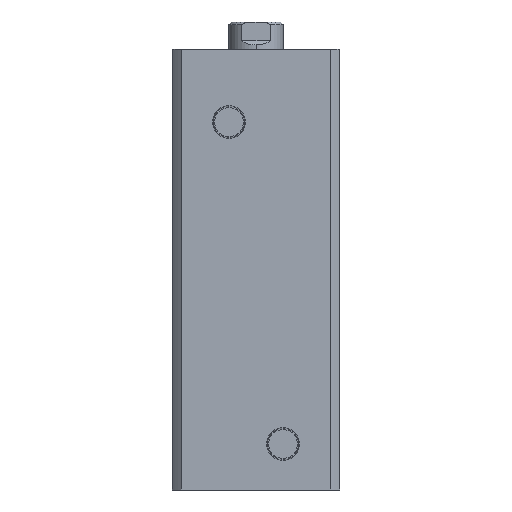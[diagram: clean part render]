
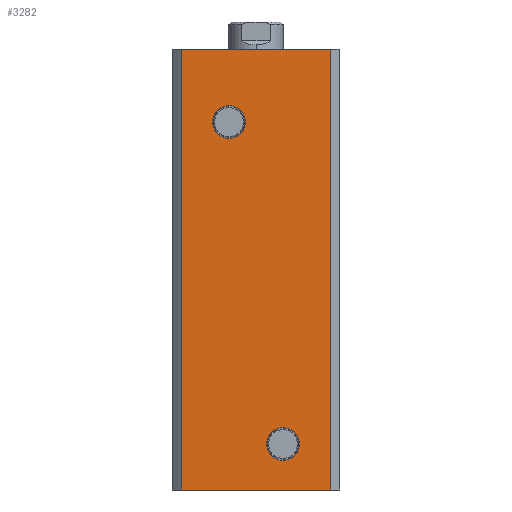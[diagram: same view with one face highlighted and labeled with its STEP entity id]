
A CAD part, left-side view. The second image highlights one B-rep face of the part: STEP entity #3282.
In plain terms, the highlighted planar face has unit normal (-1, 0, 0).
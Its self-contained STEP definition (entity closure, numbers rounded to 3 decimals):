
#285 = DIRECTION ( 'NONE',  ( 1., 0., 0. ) ) ;
#288 = CARTESIAN_POINT ( 'NONE',  ( -31., 0., 163. ) ) ;
#290 = PLANE ( 'NONE',  #3638 ) ;
#292 = DIRECTION ( 'NONE',  ( 0., 0., -1. ) ) ;
#365 = CARTESIAN_POINT ( 'NONE',  ( -31., 27.591, 0. ) ) ;
#369 = CARTESIAN_POINT ( 'NONE',  ( -31., -27.591, 0. ) ) ;
#370 = CARTESIAN_POINT ( 'NONE',  ( -31., -27.591, 163. ) ) ;
#373 = CARTESIAN_POINT ( 'NONE',  ( -31., 27.591, 163. ) ) ;
#533 = CARTESIAN_POINT ( 'NONE',  ( -31., -10., 17. ) ) ;
#534 = DIRECTION ( 'NONE',  ( -1., 0., 0. ) ) ;
#535 = DIRECTION ( 'NONE',  ( 0., 0., 1. ) ) ;
#553 = CARTESIAN_POINT ( 'NONE',  ( -31., 10., 136. ) ) ;
#554 = DIRECTION ( 'NONE',  ( -1., 0., 0. ) ) ;
#555 = DIRECTION ( 'NONE',  ( 0., 0., 1. ) ) ;
#636 = DIRECTION ( 'NONE',  ( 0., 0., -1. ) ) ;
#640 = CARTESIAN_POINT ( 'NONE',  ( -31., 0., 163. ) ) ;
#641 = CARTESIAN_POINT ( 'NONE',  ( -31., 27.591, 163. ) ) ;
#645 = DIRECTION ( 'NONE',  ( 0., -1., 0. ) ) ;
#646 = CARTESIAN_POINT ( 'NONE',  ( -31., -27.591, 163. ) ) ;
#647 = DIRECTION ( 'NONE',  ( 0., 0., -1. ) ) ;
#648 = CARTESIAN_POINT ( 'NONE',  ( -31., 0., 0. ) ) ;
#649 = DIRECTION ( 'NONE',  ( 0., -1., 0. ) ) ;
#651 = CARTESIAN_POINT ( 'NONE',  ( -31., -10., 17. ) ) ;
#652 = DIRECTION ( 'NONE',  ( -1., 0., 0. ) ) ;
#653 = DIRECTION ( 'NONE',  ( 0., 0., 1. ) ) ;
#655 = CARTESIAN_POINT ( 'NONE',  ( -31., 10., 136. ) ) ;
#656 = DIRECTION ( 'NONE',  ( -1., 0., 0. ) ) ;
#657 = DIRECTION ( 'NONE',  ( 0., 0., 1. ) ) ;
#750 = CARTESIAN_POINT ( 'NONE',  ( -31., -10., 10.94 ) ) ;
#755 = CARTESIAN_POINT ( 'NONE',  ( -31., -10., 23.06 ) ) ;
#788 = CARTESIAN_POINT ( 'NONE',  ( -31., 10., 142.06 ) ) ;
#791 = CARTESIAN_POINT ( 'NONE',  ( -31., 10., 129.94 ) ) ;
#1710 = CIRCLE ( 'NONE', #2350, 6.06 ) ;
#1722 = CIRCLE ( 'NONE', #2354, 6.06 ) ;
#1793 = LINE ( 'NONE', #641, #1800 ) ;
#1798 = LINE ( 'NONE', #640, #1802 ) ;
#1800 = VECTOR ( 'NONE', #636, 1000. ) ;
#1801 = LINE ( 'NONE', #646, #1804 ) ;
#1802 = VECTOR ( 'NONE', #645, 1000. ) ;
#1803 = LINE ( 'NONE', #648, #1806 ) ;
#1804 = VECTOR ( 'NONE', #647, 1000. ) ;
#1805 = CIRCLE ( 'NONE', #2365, 6.06 ) ;
#1806 = VECTOR ( 'NONE', #649, 1000. ) ;
#1807 = CIRCLE ( 'NONE', #2366, 6.06 ) ;
#2191 = EDGE_CURVE ( 'NONE', #2913, #2911, #1710, .T. ) ;
#2199 = EDGE_CURVE ( 'NONE', #2949, #2946, #1722, .T. ) ;
#2240 = EDGE_CURVE ( 'NONE', #3387, #3379, #1793, .T. ) ;
#2241 = EDGE_CURVE ( 'NONE', #3387, #3384, #1798, .T. ) ;
#2242 = EDGE_CURVE ( 'NONE', #3384, #3383, #1801, .T. ) ;
#2243 = EDGE_CURVE ( 'NONE', #3379, #3383, #1803, .T. ) ;
#2244 = EDGE_CURVE ( 'NONE', #2911, #2913, #1805, .T. ) ;
#2245 = EDGE_CURVE ( 'NONE', #2946, #2949, #1807, .T. ) ;
#2350 = AXIS2_PLACEMENT_3D ( 'NONE', #533, #534, #535 ) ;
#2354 = AXIS2_PLACEMENT_3D ( 'NONE', #553, #554, #555 ) ;
#2365 = AXIS2_PLACEMENT_3D ( 'NONE', #651, #652, #653 ) ;
#2366 = AXIS2_PLACEMENT_3D ( 'NONE', #655, #656, #657 ) ;
#2880 = EDGE_LOOP ( 'NONE', ( #3135, #3136 ) ) ;
#2886 = EDGE_LOOP ( 'NONE', ( #3133, #3134 ) ) ;
#2901 = EDGE_LOOP ( 'NONE', ( #3018, #3017, #3016, #3015 ) ) ;
#2911 = VERTEX_POINT ( 'NONE', #755 ) ;
#2913 = VERTEX_POINT ( 'NONE', #750 ) ;
#2946 = VERTEX_POINT ( 'NONE', #788 ) ;
#2949 = VERTEX_POINT ( 'NONE', #791 ) ;
#3015 = ORIENTED_EDGE ( 'NONE', *, *, #2240, .T. ) ;
#3016 = ORIENTED_EDGE ( 'NONE', *, *, #2241, .F. ) ;
#3017 = ORIENTED_EDGE ( 'NONE', *, *, #2242, .F. ) ;
#3018 = ORIENTED_EDGE ( 'NONE', *, *, #2243, .T. ) ;
#3133 = ORIENTED_EDGE ( 'NONE', *, *, #2245, .F. ) ;
#3134 = ORIENTED_EDGE ( 'NONE', *, *, #2199, .F. ) ;
#3135 = ORIENTED_EDGE ( 'NONE', *, *, #2244, .F. ) ;
#3136 = ORIENTED_EDGE ( 'NONE', *, *, #2191, .F. ) ;
#3282 = ADVANCED_FACE ( 'NONE', ( #3407, #3412, #3404 ), #290, .F. ) ;
#3379 = VERTEX_POINT ( 'NONE', #365 ) ;
#3383 = VERTEX_POINT ( 'NONE', #369 ) ;
#3384 = VERTEX_POINT ( 'NONE', #370 ) ;
#3387 = VERTEX_POINT ( 'NONE', #373 ) ;
#3404 = FACE_OUTER_BOUND ( 'NONE', #2901, .T. ) ;
#3407 = FACE_BOUND ( 'NONE', #2886, .T. ) ;
#3412 = FACE_BOUND ( 'NONE', #2880, .T. ) ;
#3638 = AXIS2_PLACEMENT_3D ( 'NONE', #288, #285, #292 ) ;
